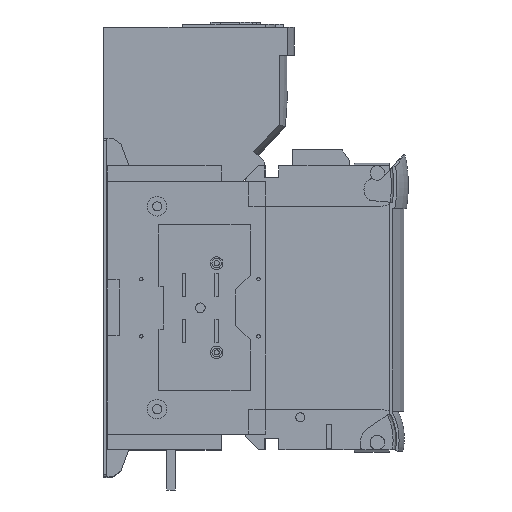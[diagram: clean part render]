
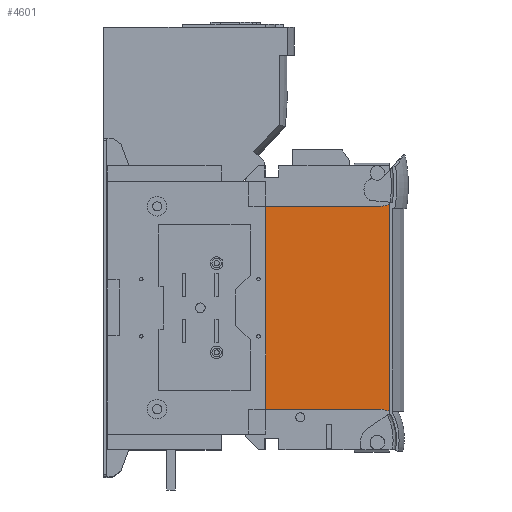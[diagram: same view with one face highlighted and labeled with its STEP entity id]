
A CAD part, left-side view. The second image highlights one B-rep face of the part: STEP entity #4601.
In plain terms, the highlighted planar face has unit normal (-1, 0, 0).
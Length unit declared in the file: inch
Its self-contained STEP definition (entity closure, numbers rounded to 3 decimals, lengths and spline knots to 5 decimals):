
#2203 = DIRECTION ( 'NONE',  ( -1., 0., 0. ) ) ;
#4601 = ADVANCED_FACE ( 'NONE', ( #52691 ), #46748, .T. ) ;
#4698 = CIRCLE ( 'NONE', #8893, 1.0891 ) ;
#4764 = DIRECTION ( 'NONE',  ( 0., 0., 1. ) ) ;
#8893 = AXIS2_PLACEMENT_3D ( 'NONE', #25859, #77850, #33354 ) ;
#9858 = DIRECTION ( 'NONE',  ( 0., 0., 1. ) ) ;
#9861 = VECTOR ( 'NONE', #9858, 39.37008 ) ;
#11822 = ORIENTED_EDGE ( 'NONE', *, *, #82438, .F. ) ;
#12171 = VECTOR ( 'NONE', #88441, 39.37008 ) ;
#13377 = EDGE_CURVE ( 'NONE', #47855, #60804, #38233, .T. ) ;
#13716 = CARTESIAN_POINT ( 'NONE',  ( -171.98425, -19.53937, -4.06102 ) ) ;
#15419 = EDGE_CURVE ( 'NONE', #60804, #77668, #52954, .T. ) ;
#16868 = ORIENTED_EDGE ( 'NONE', *, *, #61607, .F. ) ;
#17167 = VECTOR ( 'NONE', #67971, 39.37008 ) ;
#18097 = AXIS2_PLACEMENT_3D ( 'NONE', #61382, #2203, #54238 ) ;
#21169 = DIRECTION ( 'NONE',  ( 0., 1., 0. ) ) ;
#21589 = VERTEX_POINT ( 'NONE', #94818 ) ;
#21888 = ORIENTED_EDGE ( 'NONE', *, *, #26712, .T. ) ;
#24459 = CARTESIAN_POINT ( 'NONE',  ( -171.98425, -15.9252, 0.30906 ) ) ;
#25859 = CARTESIAN_POINT ( 'NONE',  ( -171.98425, -19.53937, 4.67913 ) ) ;
#26712 = EDGE_CURVE ( 'NONE', #77668, #92601, #4698, .T. ) ;
#28579 = VERTEX_POINT ( 'NONE', #63219 ) ;
#29400 = EDGE_CURVE ( 'NONE', #21589, #47855, #93858, .T. ) ;
#33354 = DIRECTION ( 'NONE',  ( 0., 1., 0. ) ) ;
#34188 = AXIS2_PLACEMENT_3D ( 'NONE', #13716, #65692, #21169 ) ;
#37763 = CARTESIAN_POINT ( 'NONE',  ( -171.98425, -15.64961, -2.97835 ) ) ;
#38233 = CIRCLE ( 'NONE', #34188, 1.0891 ) ;
#43948 = CARTESIAN_POINT ( 'NONE',  ( -171.98425, -15.64961, 3.59646 ) ) ;
#46748 = PLANE ( 'NONE',  #18097 ) ;
#47855 = VERTEX_POINT ( 'NONE', #85029 ) ;
#49309 = CARTESIAN_POINT ( 'NONE',  ( -171.98425, -19.93307, 0.30906 ) ) ;
#50069 = ORIENTED_EDGE ( 'NONE', *, *, #13377, .T. ) ;
#50614 = VECTOR ( 'NONE', #4764, 39.37008 ) ;
#52691 = FACE_OUTER_BOUND ( 'NONE', #90467, .T. ) ;
#52954 = LINE ( 'NONE', #49309, #50614 ) ;
#54238 = DIRECTION ( 'NONE',  ( 0., -1., 0. ) ) ;
#60804 = VERTEX_POINT ( 'NONE', #87580 ) ;
#61382 = CARTESIAN_POINT ( 'NONE',  ( -171.98425, -15.64961, 0.30906 ) ) ;
#61607 = EDGE_CURVE ( 'NONE', #28579, #92601, #88881, .T. ) ;
#63219 = CARTESIAN_POINT ( 'NONE',  ( -171.98425, -15.9252, 3.59646 ) ) ;
#65692 = DIRECTION ( 'NONE',  ( 1., 0., 0. ) ) ;
#67971 = DIRECTION ( 'NONE',  ( 0., -1., 0. ) ) ;
#69134 = LINE ( 'NONE', #24459, #9861 ) ;
#70487 = ORIENTED_EDGE ( 'NONE', *, *, #15419, .T. ) ;
#76513 = ORIENTED_EDGE ( 'NONE', *, *, #29400, .T. ) ;
#77668 = VERTEX_POINT ( 'NONE', #89805 ) ;
#77850 = DIRECTION ( 'NONE',  ( 1., 0., 0. ) ) ;
#79354 = CARTESIAN_POINT ( 'NONE',  ( -171.98425, -19.65748, 3.59646 ) ) ;
#82438 = EDGE_CURVE ( 'NONE', #21589, #28579, #69134, .T. ) ;
#85029 = CARTESIAN_POINT ( 'NONE',  ( -171.98425, -19.65748, -2.97835 ) ) ;
#87580 = CARTESIAN_POINT ( 'NONE',  ( -171.98425, -19.93307, -3.04557 ) ) ;
#88441 = DIRECTION ( 'NONE',  ( 0., -1., 0. ) ) ;
#88881 = LINE ( 'NONE', #43948, #12171 ) ;
#89805 = CARTESIAN_POINT ( 'NONE',  ( -171.98425, -19.93307, 3.66368 ) ) ;
#90467 = EDGE_LOOP ( 'NONE', ( #50069, #70487, #21888, #16868, #11822, #76513 ) ) ;
#92601 = VERTEX_POINT ( 'NONE', #79354 ) ;
#93858 = LINE ( 'NONE', #37763, #17167 ) ;
#94818 = CARTESIAN_POINT ( 'NONE',  ( -171.98425, -15.9252, -2.97835 ) ) ;
